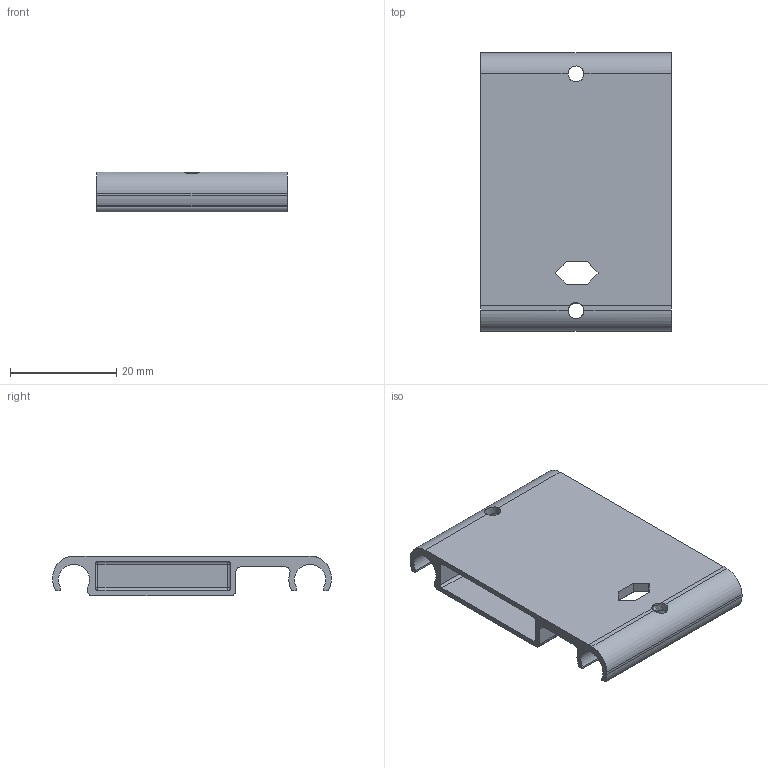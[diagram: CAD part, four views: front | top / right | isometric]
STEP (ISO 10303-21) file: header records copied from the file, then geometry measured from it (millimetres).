
FILE_DESCRIPTION(/* description */ ('','CAx-IF Rec.Pracs.---Representation and Presentation of Product Manufacturing Information (PMI)---4.0---2014-10-13'),/* implementation_level */ '2;1');
FILE_NAME(/* name */ 'Micro Racer Main Body 331324.step',/* time_stamp */ '2025-03-31T15:24:44-05:00',/* author */ (''),/* organization */ (''),/* preprocessor_version */ 'ST-DEVELOPER v20',/* originating_system */ 'Autodesk Translation Framework v13.20.0.188',/* authorisation */ '');
FILE_SCHEMA (('AP242_MANAGED_MODEL_BASED_3D_ENGINEERING_MIM_LF { 1 0 10303 442 1 1 4 }'));
Length unit declared in the file: millimetre
Products named in the file (2): Rover; main body (1)
Assembly tree (1 placements, depth 2):
  Rover
    main body (1)
Bounding box: 36 x 52.5 x 7.5 mm (x, y, z)
Volume: 4701.2 mm3; surface area: 7663.7 mm2
Topology: 1 solids, 1 shells, 59 faces, 162 edges, 104 vertices
Faces by surface type: plane 27, cylinder 27, sphere 4, bspline 1
Full cylindrical faces by diameter (mm): 3 x1
Entity records: 2149 total; most frequent: CARTESIAN_POINT 560, DIRECTION 328, ORIENTED_EDGE 324, EDGE_CURVE 162, AXIS2_PLACEMENT_3D 114, VERTEX_POINT 104, LINE 100, VECTOR 100
